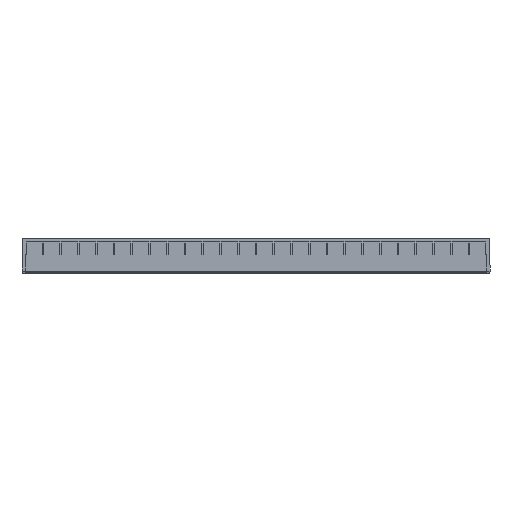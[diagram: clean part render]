
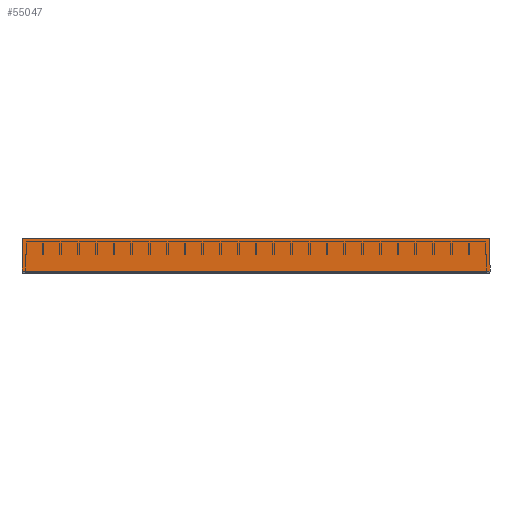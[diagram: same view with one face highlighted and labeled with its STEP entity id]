
A CAD part, top view. The second image highlights one B-rep face of the part: STEP entity #55047.
In plain terms, the highlighted planar face has unit normal (0, 0, 1).
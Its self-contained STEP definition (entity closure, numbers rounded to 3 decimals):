
#3055 = FACE_OUTER_BOUND ( 'NONE', #77500, .T. ) ;
#3254 = EDGE_CURVE ( 'NONE', #11752, #93495, #23228, .T. ) ;
#11729 = DIRECTION ( 'NONE',  ( 0., 0., -1. ) ) ;
#11752 = VERTEX_POINT ( 'NONE', #30340 ) ;
#11954 = CARTESIAN_POINT ( 'NONE',  ( 0., -3.333, 0. ) ) ;
#12593 = CARTESIAN_POINT ( 'NONE',  ( 0., 3.333, 0. ) ) ;
#16766 = ORIENTED_EDGE ( 'NONE', *, *, #77944, .F. ) ;
#17570 = DIRECTION ( 'NONE',  ( 0., 1., 0. ) ) ;
#23228 = B_SPLINE_CURVE_WITH_KNOTS ( 'NONE', 3,
 ( #78527, #11954, #12593, #78211 ),
 .UNSPECIFIED., .F., .F.,
 ( 4, 4 ),
 ( 0., 1. ),
 .UNSPECIFIED. ) ;
#24172 = CARTESIAN_POINT ( 'NONE',  ( 290., 10., 0. ) ) ;
#25126 = DIRECTION ( 'NONE',  ( 0., -1., 0. ) ) ;
#25829 = AXIS2_PLACEMENT_3D ( 'NONE', #48572, #11729, #17570 ) ;
#27597 = DIRECTION ( 'NONE',  ( -1., 0., 0. ) ) ;
#30340 = CARTESIAN_POINT ( 'NONE',  ( 0., -10., 0. ) ) ;
#30440 = DIRECTION ( 'NONE',  ( -1., 0., 0. ) ) ;
#30772 = CARTESIAN_POINT ( 'NONE',  ( 290., 10., 0. ) ) ;
#32902 = CARTESIAN_POINT ( 'NONE',  ( 290., -10., 0. ) ) ;
#34562 = LINE ( 'NONE', #30772, #51901 ) ;
#43190 = VERTEX_POINT ( 'NONE', #32902 ) ;
#45004 = EDGE_CURVE ( 'NONE', #43190, #11752, #69554, .T. ) ;
#48572 = CARTESIAN_POINT ( 'NONE',  ( 290., 10., 0. ) ) ;
#51901 = VECTOR ( 'NONE', #30440, 1000. ) ;
#52386 = CARTESIAN_POINT ( 'NONE',  ( 0., 10., 0. ) ) ;
#55047 = ADVANCED_FACE ( 'NONE', ( #3055 ), #70230, .F. ) ;
#64010 = CARTESIAN_POINT ( 'NONE',  ( 290., 10., 0. ) ) ;
#64135 = VERTEX_POINT ( 'NONE', #64010 ) ;
#68403 = ORIENTED_EDGE ( 'NONE', *, *, #45004, .F. ) ;
#68895 = VECTOR ( 'NONE', #25126, 1000. ) ;
#69554 = LINE ( 'NONE', #79009, #85799 ) ;
#70230 = PLANE ( 'NONE',  #25829 ) ;
#71239 = EDGE_CURVE ( 'NONE', #64135, #93495, #34562, .T. ) ;
#76968 = LINE ( 'NONE', #24172, #68895 ) ;
#77500 = EDGE_LOOP ( 'NONE', ( #84174, #95071, #68403, #16766 ) ) ;
#77944 = EDGE_CURVE ( 'NONE', #64135, #43190, #76968, .T. ) ;
#78211 = CARTESIAN_POINT ( 'NONE',  ( 0., 10., 0. ) ) ;
#78527 = CARTESIAN_POINT ( 'NONE',  ( 0., -10., 0. ) ) ;
#79009 = CARTESIAN_POINT ( 'NONE',  ( 290., -10., 0. ) ) ;
#84174 = ORIENTED_EDGE ( 'NONE', *, *, #71239, .T. ) ;
#85799 = VECTOR ( 'NONE', #27597, 1000. ) ;
#93495 = VERTEX_POINT ( 'NONE', #52386 ) ;
#95071 = ORIENTED_EDGE ( 'NONE', *, *, #3254, .F. ) ;
